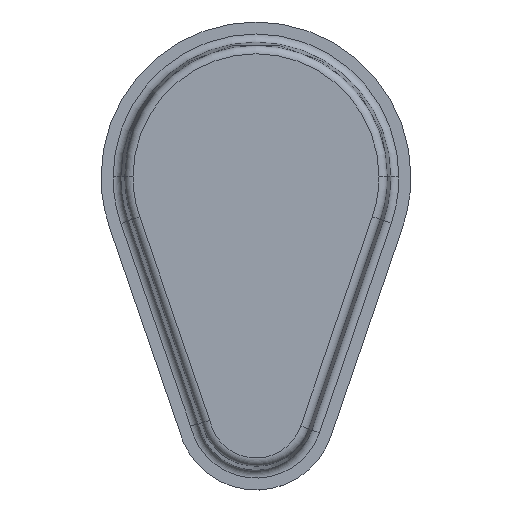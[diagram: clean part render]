
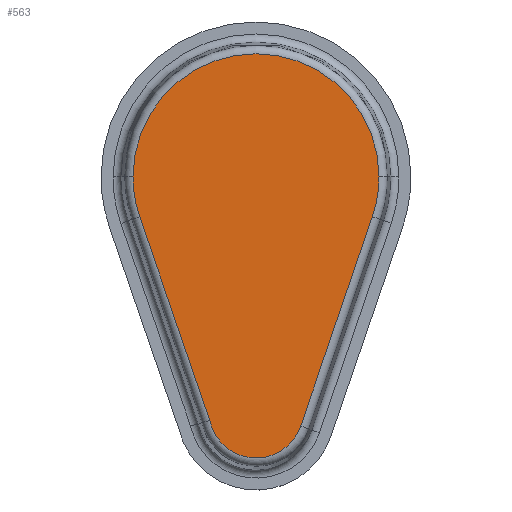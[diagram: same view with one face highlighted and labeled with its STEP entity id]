
A CAD part, top view. The second image highlights one B-rep face of the part: STEP entity #563.
In plain terms, the highlighted planar face has unit normal (0, 0, 1).
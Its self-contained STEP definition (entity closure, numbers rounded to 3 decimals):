
#1 = DIRECTION ( 'NONE',  ( 0.324, 0.946, 0. ) ) ;
#65 = CARTESIAN_POINT ( 'NONE',  ( 0., -71., 25. ) ) ;
#107 = CIRCLE ( 'NONE', #423, 14.317 ) ;
#112 = VERTEX_POINT ( 'NONE', #475 ) ;
#129 = CARTESIAN_POINT ( 'NONE',  ( 0., 0., 25. ) ) ;
#147 = EDGE_CURVE ( 'NONE', #1116, #112, #107, .T. ) ;
#148 = CARTESIAN_POINT ( 'NONE',  ( -14.059, -73.802, 25. ) ) ;
#160 = EDGE_LOOP ( 'NONE', ( #221, #849, #806, #1250, #748, #972 ) ) ;
#191 = EDGE_CURVE ( 'NONE', #460, #1116, #581, .T. ) ;
#221 = ORIENTED_EDGE ( 'NONE', *, *, #191, .T. ) ;
#225 = DIRECTION ( 'NONE',  ( 0., 0., 1. ) ) ;
#295 = DIRECTION ( 'NONE',  ( 0., 0., 1. ) ) ;
#318 = DIRECTION ( 'NONE',  ( 1., 0., 0. ) ) ;
#409 = CARTESIAN_POINT ( 'NONE',  ( 37.317, 0., 25. ) ) ;
#415 = AXIS2_PLACEMENT_3D ( 'NONE', #129, #1192, #561 ) ;
#423 = AXIS2_PLACEMENT_3D ( 'NONE', #65, #1120, #594 ) ;
#460 = VERTEX_POINT ( 'NONE', #852 ) ;
#468 = CIRCLE ( 'NONE', #1068, 37.317 ) ;
#475 = CARTESIAN_POINT ( 'NONE',  ( 13.545, -75.638, 25. ) ) ;
#481 = CARTESIAN_POINT ( 'NONE',  ( -14.013, -73.937, 25. ) ) ;
#519 = CARTESIAN_POINT ( 'NONE',  ( 0., 0., 25. ) ) ;
#537 = EDGE_CURVE ( 'NONE', #112, #699, #859, .T. ) ;
#561 = DIRECTION ( 'NONE',  ( 1., 0., 0. ) ) ;
#562 = VECTOR ( 'NONE', #710, 1000. ) ;
#563 = ADVANCED_FACE ( 'NONE', ( #637 ), #1283, .T. ) ;
#581 = LINE ( 'NONE', #148, #562 ) ;
#591 = CARTESIAN_POINT ( 'NONE',  ( -37.317, 0., 25. ) ) ;
#594 = DIRECTION ( 'NONE',  ( 1., 0., 0. ) ) ;
#624 = DIRECTION ( 'NONE',  ( 0., 0., 1. ) ) ;
#637 = FACE_OUTER_BOUND ( 'NONE', #160, .T. ) ;
#640 = CARTESIAN_POINT ( 'NONE',  ( 35.305, -12.089, 25. ) ) ;
#646 = CARTESIAN_POINT ( 'NONE',  ( 0., 0., 25. ) ) ;
#662 = AXIS2_PLACEMENT_3D ( 'NONE', #970, #225, #318 ) ;
#681 = CARTESIAN_POINT ( 'NONE',  ( 35.305, -12.089, 25. ) ) ;
#683 = EDGE_CURVE ( 'NONE', #778, #460, #727, .T. ) ;
#699 = VERTEX_POINT ( 'NONE', #681 ) ;
#710 = DIRECTION ( 'NONE',  ( 0.326, -0.946, 0. ) ) ;
#727 = CIRCLE ( 'NONE', #415, 37.317 ) ;
#748 = ORIENTED_EDGE ( 'NONE', *, *, #1245, .T. ) ;
#778 = VERTEX_POINT ( 'NONE', #591 ) ;
#806 = ORIENTED_EDGE ( 'NONE', *, *, #537, .T. ) ;
#849 = ORIENTED_EDGE ( 'NONE', *, *, #147, .T. ) ;
#852 = CARTESIAN_POINT ( 'NONE',  ( -35.285, -12.147, 25. ) ) ;
#859 = LINE ( 'NONE', #640, #923 ) ;
#906 = EDGE_CURVE ( 'NONE', #699, #1058, #1299, .T. ) ;
#923 = VECTOR ( 'NONE', #1, 1000. ) ;
#970 = CARTESIAN_POINT ( 'NONE',  ( 0., -71., 25. ) ) ;
#972 = ORIENTED_EDGE ( 'NONE', *, *, #683, .T. ) ;
#1058 = VERTEX_POINT ( 'NONE', #409 ) ;
#1068 = AXIS2_PLACEMENT_3D ( 'NONE', #646, #295, #1362 ) ;
#1116 = VERTEX_POINT ( 'NONE', #481 ) ;
#1120 = DIRECTION ( 'NONE',  ( 0., 0., 1. ) ) ;
#1141 = DIRECTION ( 'NONE',  ( 1., 0., 0. ) ) ;
#1192 = DIRECTION ( 'NONE',  ( 0., 0., 1. ) ) ;
#1245 = EDGE_CURVE ( 'NONE', #1058, #778, #468, .T. ) ;
#1250 = ORIENTED_EDGE ( 'NONE', *, *, #906, .T. ) ;
#1283 = PLANE ( 'NONE',  #662 ) ;
#1299 = CIRCLE ( 'NONE', #1302, 37.317 ) ;
#1302 = AXIS2_PLACEMENT_3D ( 'NONE', #519, #624, #1141 ) ;
#1362 = DIRECTION ( 'NONE',  ( 1., 0., 0. ) ) ;
